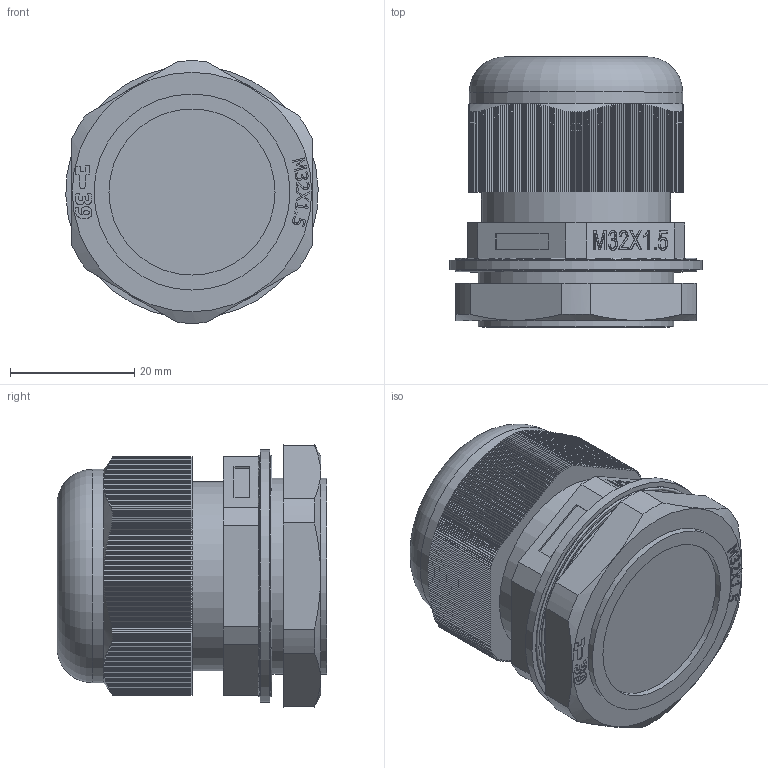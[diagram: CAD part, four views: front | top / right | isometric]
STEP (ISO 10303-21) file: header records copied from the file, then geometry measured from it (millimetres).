
FILE_DESCRIPTION(/* description */ (''),/* implementation_level */ '2;1');
FILE_NAME(/* name */ 'ZETARUS MG32.stp',/* time_stamp */ '2022-02-02T16:52:15+07:00',/* author */ ('zeta-09'),/* organization */ (''),/* preprocessor_version */ 'ST-DEVELOPER v18.1',/* originating_system */ 'Autodesk Inventor 2021',/* authorisation */ '');
FILE_SCHEMA (('AUTOMOTIVE_DESIGN { 1 0 10303 214 3 1 1 }'));
Length unit declared in the file: millimetre
Products named in the file (1): Деталь11
Bounding box: 40.58 x 43.4 x 42.19 mm (x, y, z)
Volume: 41466.5 mm3; surface area: 9886.1 mm2
Topology: 1 solids, 1 shells, 989 faces, 2854 edges, 1900 vertices
Faces by surface type: plane 806, bspline 121, cylinder 49, torus 11, cone 2
Full cylindrical faces by diameter (mm): 21 x1, 26.7 x1, 30.4 x1, 31.5 x2, 33.25 x1, 34.25 x1, 34.3 x1, 35.55 x1, 36.55 x1, 37.85 x1, 38.85 x2, 40.6 x1
Entity records: 33389 total; most frequent: CARTESIAN_POINT 8939, ORIENTED_EDGE 5708, DIRECTION 3823, EDGE_CURVE 2854, VERTEX_POINT 1900, LINE 1867, VECTOR 1867, EDGE_LOOP 1022
